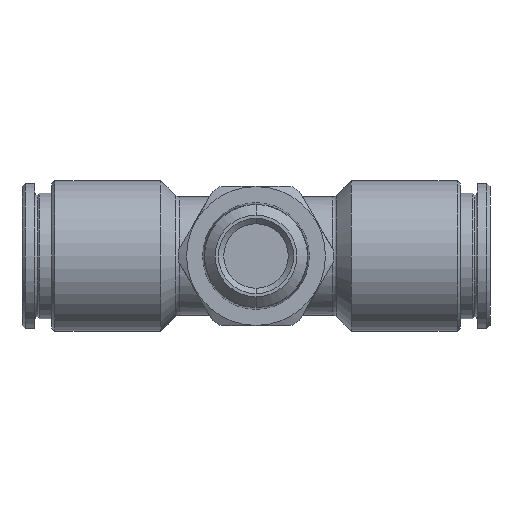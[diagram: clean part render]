
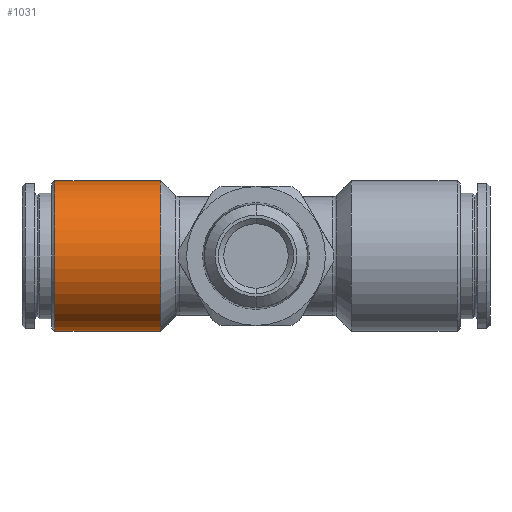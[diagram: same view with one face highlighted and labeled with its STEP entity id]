
A CAD part, front view. The second image highlights one B-rep face of the part: STEP entity #1031.
In plain terms, the highlighted cylindrical face has radius 7 mm (diameter 14 mm), a partial arc.
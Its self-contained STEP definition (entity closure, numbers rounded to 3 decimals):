
#7 = AXIS2_PLACEMENT_3D ( 'NONE', #16, #28, #14 ) ;
#14 = DIRECTION ( 'NONE',  ( 0., 0., 1. ) ) ;
#16 = CARTESIAN_POINT ( 'NONE',  ( 0., 0., 0. ) ) ;
#17 = CARTESIAN_POINT ( 'NONE',  ( -18.7, 0., 7. ) ) ;
#18 = VECTOR ( 'NONE', #3687, 1000. ) ;
#28 = DIRECTION ( 'NONE',  ( 1., 0., 0. ) ) ;
#36 = CYLINDRICAL_SURFACE ( 'NONE', #7, 7. ) ;
#54 = CARTESIAN_POINT ( 'NONE',  ( -18.7, 0., 0. ) ) ;
#59 = CARTESIAN_POINT ( 'NONE',  ( -18.7, 0., -7. ) ) ;
#81 = DIRECTION ( 'NONE',  ( -1., 0., 0. ) ) ;
#83 = CIRCLE ( 'NONE', #98, 7. ) ;
#88 = DIRECTION ( 'NONE',  ( 0., 0., 1. ) ) ;
#98 = AXIS2_PLACEMENT_3D ( 'NONE', #54, #81, #88 ) ;
#605 = VERTEX_POINT ( 'NONE', #1561 ) ;
#616 = VERTEX_POINT ( 'NONE', #1643 ) ;
#933 = EDGE_CURVE ( 'NONE', #1033, #605, #2205, .T. ) ;
#960 = ORIENTED_EDGE ( 'NONE', *, *, #933, .F. ) ;
#970 = EDGE_CURVE ( 'NONE', #616, #605, #2250, .T. ) ;
#1030 = EDGE_LOOP ( 'NONE', ( #1036, #1045, #1032, #960 ) ) ;
#1031 = ADVANCED_FACE ( 'NONE', ( #2345 ), #36, .T. ) ;
#1032 = ORIENTED_EDGE ( 'NONE', *, *, #970, .T. ) ;
#1033 = VERTEX_POINT ( 'NONE', #17 ) ;
#1034 = VERTEX_POINT ( 'NONE', #59 ) ;
#1035 = EDGE_CURVE ( 'NONE', #1034, #1033, #83, .T. ) ;
#1036 = ORIENTED_EDGE ( 'NONE', *, *, #1035, .F. ) ;
#1045 = ORIENTED_EDGE ( 'NONE', *, *, #1046, .T. ) ;
#1046 = EDGE_CURVE ( 'NONE', #1034, #616, #3689, .T. ) ;
#1561 = CARTESIAN_POINT ( 'NONE',  ( -8.854, 0., 7. ) ) ;
#1643 = CARTESIAN_POINT ( 'NONE',  ( -8.854, 0., -7. ) ) ;
#2200 = CARTESIAN_POINT ( 'NONE',  ( 0., 0., 7. ) ) ;
#2205 = LINE ( 'NONE', #2200, #2210 ) ;
#2207 = DIRECTION ( 'NONE',  ( 1., 0., 0. ) ) ;
#2210 = VECTOR ( 'NONE', #2207, 1000. ) ;
#2250 = CIRCLE ( 'NONE', #2269, 7. ) ;
#2263 = DIRECTION ( 'NONE',  ( 0., 0., 1. ) ) ;
#2264 = DIRECTION ( 'NONE',  ( -1., 0., 0. ) ) ;
#2265 = CARTESIAN_POINT ( 'NONE',  ( -8.854, 0., 0. ) ) ;
#2269 = AXIS2_PLACEMENT_3D ( 'NONE', #2265, #2264, #2263 ) ;
#2345 = FACE_OUTER_BOUND ( 'NONE', #1030, .T. ) ;
#3687 = DIRECTION ( 'NONE',  ( 1., 0., 0. ) ) ;
#3688 = CARTESIAN_POINT ( 'NONE',  ( 0., 0., -7. ) ) ;
#3689 = LINE ( 'NONE', #3688, #18 ) ;
